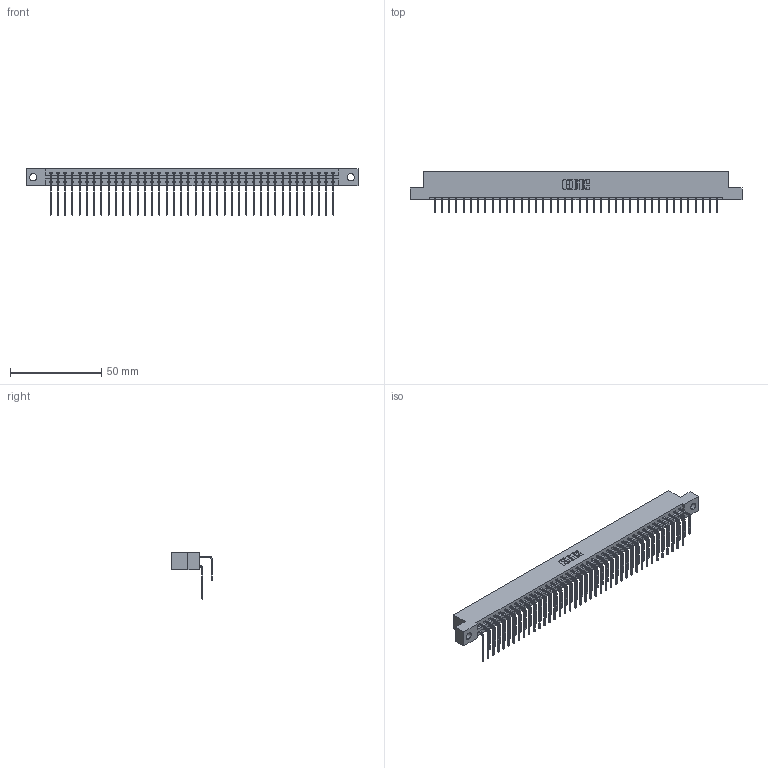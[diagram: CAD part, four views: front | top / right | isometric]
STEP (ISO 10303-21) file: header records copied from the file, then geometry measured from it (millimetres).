
FILE_DESCRIPTION (( 'STEP AP203' ), '1' );
FILE_NAME ('387-080-558-204.STEP', '2019-10-22T22:45:01', ( '' ), ( '' ), 'SwSTEP 2.0', 'SolidWorks 2016', '' );
FILE_SCHEMA (( 'CONFIG_CONTROL_DESIGN' ));
Length unit declared in the file: inch
Products named in the file (4): 345-292-001_558 559 Tail - 1; 345-292-001_558 Tail - 2; 337 Part_Flush Mounting Lugs - 0.156 Dia-TH; 387-080-558-204
Assembly tree (81 placements, depth 2):
  387-080-558-204
    337 Part_Flush Mounting Lugs - 0.156 Dia-TH
    345-292-001_558 559 Tail - 1  x40
    345-292-001_558 Tail - 2  x40
Bounding box: 181.51 x 22.17 x 25.53 mm (x, y, z)
Volume: 19475.8 mm3; surface area: 24112.7 mm2
Topology: 81 solids, 81 shells, 4594 faces, 13671 edges, 9006 vertices
Faces by surface type: plane 3270, cylinder 1324
Entity records: 33059 total; most frequent: CARTESIAN_POINT 5617, ORIENTED_EDGE 5502, DIRECTION 4763, EDGE_CURVE 2751, VECTOR 2583, LINE 2583, VERTEX_POINT 1830, AXIS2_PLACEMENT_3D 1090
